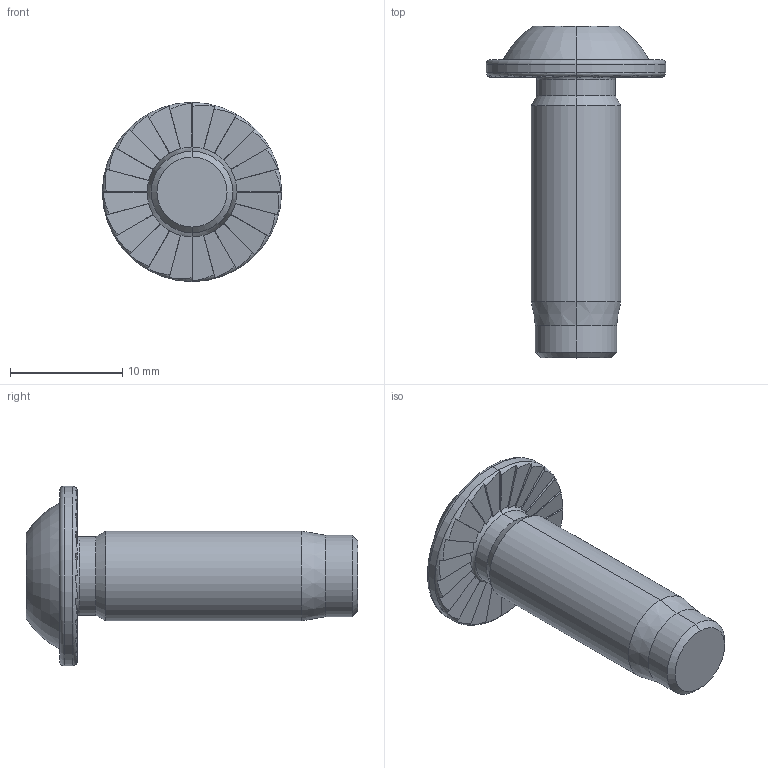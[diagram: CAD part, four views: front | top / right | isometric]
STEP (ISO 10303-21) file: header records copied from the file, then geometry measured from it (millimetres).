
FILE_DESCRIPTION(('STEP AP203'),'1');
FILE_NAME('fath_093s0825t.stp','2021-11-24T10:45:40',('TraceParts'),('TraceParts S.A.'),'Spatial InterOp 3D',' ',' ');
FILE_SCHEMA(('CONFIG_CONTROL_DESIGN'));
Length unit declared in the file: millimetre
Products named in the file (1): 1
Bounding box: 16 x 29.6 x 16 mm (x, y, z)
Volume: 1697.7 mm3; surface area: 1186.5 mm2
Topology: 1 solids, 1 shells, 129 faces, 350 edges, 226 vertices
Faces by surface type: plane 89, cylinder 22, cone 10, torus 8
Entity records: 4698 total; most frequent: CARTESIAN_POINT 1478, ORIENTED_EDGE 700, DIRECTION 644, EDGE_CURVE 350, AXIS2_PLACEMENT_3D 264, VERTEX_POINT 226, CIRCLE 134, EDGE_LOOP 132
